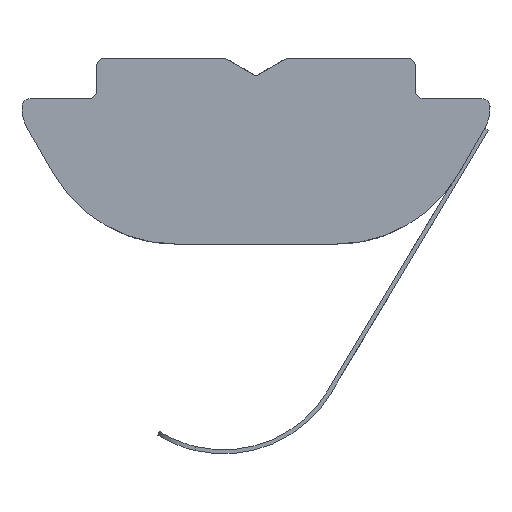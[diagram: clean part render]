
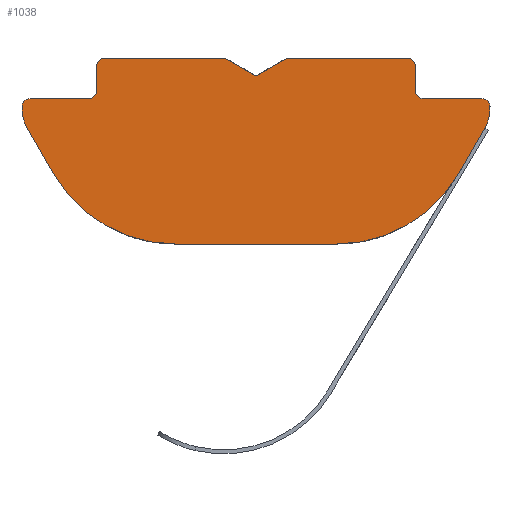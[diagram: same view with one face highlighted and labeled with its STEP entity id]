
A CAD part, left-side view. The second image highlights one B-rep face of the part: STEP entity #1038.
In plain terms, the highlighted planar face has unit normal (-1, 0, 0).
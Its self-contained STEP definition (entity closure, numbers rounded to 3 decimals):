
#82=CIRCLE('',#1121,0.2);
#83=CIRCLE('',#1122,0.2);
#84=CIRCLE('',#1123,0.2);
#85=CIRCLE('',#1124,1.);
#86=CIRCLE('',#1125,3.5);
#87=CIRCLE('',#1126,3.5);
#88=CIRCLE('',#1127,1.);
#89=CIRCLE('',#1128,0.2);
#90=CIRCLE('',#1129,0.2);
#91=CIRCLE('',#1130,0.2);
#146=ORIENTED_EDGE('',*,*,#464,.T.);
#147=ORIENTED_EDGE('',*,*,#465,.T.);
#148=ORIENTED_EDGE('',*,*,#444,.F.);
#149=ORIENTED_EDGE('',*,*,#466,.F.);
#150=ORIENTED_EDGE('',*,*,#467,.F.);
#151=ORIENTED_EDGE('',*,*,#468,.T.);
#152=ORIENTED_EDGE('',*,*,#469,.F.);
#153=ORIENTED_EDGE('',*,*,#470,.F.);
#154=ORIENTED_EDGE('',*,*,#471,.F.);
#155=ORIENTED_EDGE('',*,*,#472,.F.);
#156=ORIENTED_EDGE('',*,*,#473,.F.);
#157=ORIENTED_EDGE('',*,*,#474,.F.);
#158=ORIENTED_EDGE('',*,*,#475,.F.);
#159=ORIENTED_EDGE('',*,*,#476,.F.);
#160=ORIENTED_EDGE('',*,*,#477,.F.);
#161=ORIENTED_EDGE('',*,*,#478,.F.);
#162=ORIENTED_EDGE('',*,*,#479,.F.);
#163=ORIENTED_EDGE('',*,*,#480,.T.);
#164=ORIENTED_EDGE('',*,*,#481,.F.);
#165=ORIENTED_EDGE('',*,*,#482,.F.);
#166=ORIENTED_EDGE('',*,*,#438,.F.);
#438=EDGE_CURVE('',#598,#599,#703,.T.);
#444=EDGE_CURVE('',#604,#602,#707,.T.);
#464=EDGE_CURVE('',#598,#622,#717,.T.);
#465=EDGE_CURVE('',#622,#602,#718,.T.);
#466=EDGE_CURVE('',#623,#604,#82,.T.);
#467=EDGE_CURVE('',#624,#623,#719,.T.);
#468=EDGE_CURVE('',#624,#625,#83,.T.);
#469=EDGE_CURVE('',#626,#625,#720,.T.);
#470=EDGE_CURVE('',#627,#626,#84,.T.);
#471=EDGE_CURVE('',#628,#627,#85,.T.);
#472=EDGE_CURVE('',#629,#628,#721,.T.);
#473=EDGE_CURVE('',#630,#629,#86,.T.);
#474=EDGE_CURVE('',#631,#630,#722,.T.);
#475=EDGE_CURVE('',#632,#631,#87,.T.);
#476=EDGE_CURVE('',#633,#632,#723,.T.);
#477=EDGE_CURVE('',#634,#633,#88,.T.);
#478=EDGE_CURVE('',#635,#634,#89,.T.);
#479=EDGE_CURVE('',#636,#635,#724,.T.);
#480=EDGE_CURVE('',#636,#637,#90,.T.);
#481=EDGE_CURVE('',#638,#637,#725,.T.);
#482=EDGE_CURVE('',#599,#638,#91,.T.);
#598=VERTEX_POINT('',#1522);
#599=VERTEX_POINT('',#1524);
#602=VERTEX_POINT('',#1531);
#604=VERTEX_POINT('',#1535);
#622=VERTEX_POINT('',#1576);
#623=VERTEX_POINT('',#1579);
#624=VERTEX_POINT('',#1581);
#625=VERTEX_POINT('',#1583);
#626=VERTEX_POINT('',#1585);
#627=VERTEX_POINT('',#1587);
#628=VERTEX_POINT('',#1589);
#629=VERTEX_POINT('',#1591);
#630=VERTEX_POINT('',#1593);
#631=VERTEX_POINT('',#1595);
#632=VERTEX_POINT('',#1597);
#633=VERTEX_POINT('',#1599);
#634=VERTEX_POINT('',#1601);
#635=VERTEX_POINT('',#1603);
#636=VERTEX_POINT('',#1605);
#637=VERTEX_POINT('',#1607);
#638=VERTEX_POINT('',#1609);
#703=LINE('',#1523,#800);
#707=LINE('',#1536,#804);
#717=LINE('',#1575,#814);
#718=LINE('',#1577,#815);
#719=LINE('',#1580,#816);
#720=LINE('',#1584,#817);
#721=LINE('',#1590,#818);
#722=LINE('',#1594,#819);
#723=LINE('',#1598,#820);
#724=LINE('',#1604,#821);
#725=LINE('',#1608,#822);
#800=VECTOR('',#1220,1000.);
#804=VECTOR('',#1230,1000.);
#814=VECTOR('',#1264,1000.);
#815=VECTOR('',#1265,1000.);
#816=VECTOR('',#1268,1000.);
#817=VECTOR('',#1271,1000.);
#818=VECTOR('',#1276,1000.);
#819=VECTOR('',#1279,1000.);
#820=VECTOR('',#1282,1000.);
#821=VECTOR('',#1287,1000.);
#822=VECTOR('',#1290,1000.);
#895=EDGE_LOOP('',(#146,#147,#148,#149,#150,#151,#152,#153,#154,#155,#156,
#157,#158,#159,#160,#161,#162,#163,#164,#165,#166));
#952=FACE_BOUND('',#895,.T.);
#1009=PLANE('',#1120);
#1038=ADVANCED_FACE('',(#952),#1009,.F.);
#1120=AXIS2_PLACEMENT_3D('',#1574,#1262,#1263);
#1121=AXIS2_PLACEMENT_3D('',#1578,#1266,#1267);
#1122=AXIS2_PLACEMENT_3D('',#1582,#1269,#1270);
#1123=AXIS2_PLACEMENT_3D('',#1586,#1272,#1273);
#1124=AXIS2_PLACEMENT_3D('',#1588,#1274,#1275);
#1125=AXIS2_PLACEMENT_3D('',#1592,#1277,#1278);
#1126=AXIS2_PLACEMENT_3D('',#1596,#1280,#1281);
#1127=AXIS2_PLACEMENT_3D('',#1600,#1283,#1284);
#1128=AXIS2_PLACEMENT_3D('',#1602,#1285,#1286);
#1129=AXIS2_PLACEMENT_3D('',#1606,#1288,#1289);
#1130=AXIS2_PLACEMENT_3D('',#1610,#1291,#1292);
#1220=DIRECTION('',(0.,-1.,0.));
#1230=DIRECTION('',(0.,-1.,0.));
#1262=DIRECTION('',(1.,0.,0.));
#1263=DIRECTION('',(0.,0.,-1.));
#1264=DIRECTION('',(0.,0.868,-0.497));
#1265=DIRECTION('',(0.,0.868,0.497));
#1266=DIRECTION('',(1.,0.,0.));
#1267=DIRECTION('',(0.,0.,-1.));
#1268=DIRECTION('',(0.,0.,1.));
#1269=DIRECTION('',(1.,0.,0.));
#1270=DIRECTION('',(0.,0.,-1.));
#1271=DIRECTION('',(0.,-1.,0.));
#1272=DIRECTION('',(1.,0.,0.));
#1273=DIRECTION('',(0.,0.,-1.));
#1274=DIRECTION('',(1.,0.,0.));
#1275=DIRECTION('',(0.,0.,-1.));
#1276=DIRECTION('',(0.,0.499,0.867));
#1277=DIRECTION('',(1.,0.,0.));
#1278=DIRECTION('',(0.,0.,-1.));
#1279=DIRECTION('',(0.,1.,0.));
#1280=DIRECTION('',(1.,0.,0.));
#1281=DIRECTION('',(0.,0.,-1.));
#1282=DIRECTION('',(0.,0.499,-0.867));
#1283=DIRECTION('',(1.,0.,0.));
#1284=DIRECTION('',(0.,0.,-1.));
#1285=DIRECTION('',(1.,0.,0.));
#1286=DIRECTION('',(0.,0.,-1.));
#1287=DIRECTION('',(0.,-1.,0.));
#1288=DIRECTION('',(1.,0.,0.));
#1289=DIRECTION('',(0.,0.,-1.));
#1290=DIRECTION('',(0.,0.,-1.));
#1291=DIRECTION('',(1.,0.,0.));
#1292=DIRECTION('',(0.,0.,-1.));
#1522=CARTESIAN_POINT('',(-8.,-0.75,0.));
#1523=CARTESIAN_POINT('',(-8.,3.75,0.));
#1524=CARTESIAN_POINT('',(-8.,-3.75,0.));
#1531=CARTESIAN_POINT('',(-8.,0.75,0.));
#1535=CARTESIAN_POINT('',(-8.,3.75,0.));
#1536=CARTESIAN_POINT('',(-8.,3.75,0.));
#1574=CARTESIAN_POINT('',(-8.,-3.75,-0.2));
#1575=CARTESIAN_POINT('',(-8.,-0.75,0.));
#1576=CARTESIAN_POINT('',(-8.,0.,-0.43));
#1577=CARTESIAN_POINT('',(-8.,0.,-0.43));
#1578=CARTESIAN_POINT('',(-8.,3.75,-0.2));
#1579=CARTESIAN_POINT('',(-8.,3.95,-0.2));
#1580=CARTESIAN_POINT('',(-8.,3.95,-0.8));
#1581=CARTESIAN_POINT('',(-8.,3.95,-0.8));
#1582=CARTESIAN_POINT('',(-8.,4.15,-0.8));
#1583=CARTESIAN_POINT('',(-8.,4.15,-1.));
#1584=CARTESIAN_POINT('',(-8.,5.599,-1.));
#1585=CARTESIAN_POINT('',(-8.,5.599,-1.));
#1586=CARTESIAN_POINT('',(-8.,5.599,-1.2));
#1587=CARTESIAN_POINT('',(-8.,5.799,-1.193));
#1588=CARTESIAN_POINT('',(-8.,4.8,-1.23));
#1589=CARTESIAN_POINT('',(-8.,5.667,-1.729));
#1590=CARTESIAN_POINT('',(-8.,5.023,-2.847));
#1591=CARTESIAN_POINT('',(-8.,5.023,-2.847));
#1592=CARTESIAN_POINT('',(-8.,1.99,-1.1));
#1593=CARTESIAN_POINT('',(-8.,1.99,-4.6));
#1594=CARTESIAN_POINT('',(-8.,-1.99,-4.6));
#1595=CARTESIAN_POINT('',(-8.,-1.99,-4.6));
#1596=CARTESIAN_POINT('',(-8.,-1.99,-1.1));
#1597=CARTESIAN_POINT('',(-8.,-5.023,-2.847));
#1598=CARTESIAN_POINT('',(-8.,-5.667,-1.729));
#1599=CARTESIAN_POINT('',(-8.,-5.667,-1.729));
#1600=CARTESIAN_POINT('',(-8.,-4.8,-1.23));
#1601=CARTESIAN_POINT('',(-8.,-5.799,-1.193));
#1602=CARTESIAN_POINT('',(-8.,-5.599,-1.2));
#1603=CARTESIAN_POINT('',(-8.,-5.599,-1.));
#1604=CARTESIAN_POINT('',(-8.,-4.15,-1.));
#1605=CARTESIAN_POINT('',(-8.,-4.15,-1.));
#1606=CARTESIAN_POINT('',(-8.,-4.15,-0.8));
#1607=CARTESIAN_POINT('',(-8.,-3.95,-0.8));
#1608=CARTESIAN_POINT('',(-8.,-3.95,-0.2));
#1609=CARTESIAN_POINT('',(-8.,-3.95,-0.2));
#1610=CARTESIAN_POINT('',(-8.,-3.75,-0.2));
